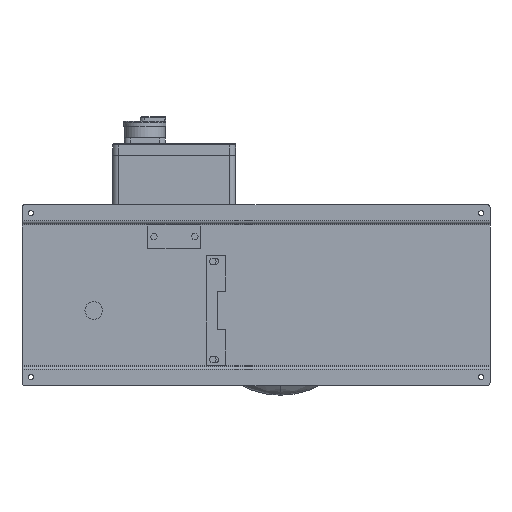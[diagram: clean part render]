
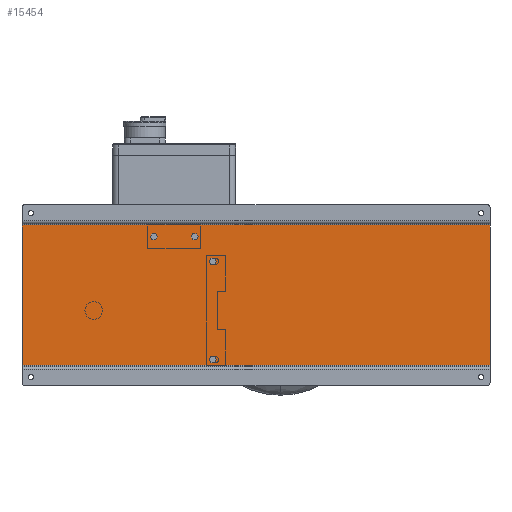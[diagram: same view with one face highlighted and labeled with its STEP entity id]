
A CAD part, front view. The second image highlights one B-rep face of the part: STEP entity #15454.
In plain terms, the highlighted planar face has unit normal (0, -1, 0).
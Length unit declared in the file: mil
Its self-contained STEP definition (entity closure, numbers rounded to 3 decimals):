
#2243 = EDGE_CURVE ( 'NONE', #26333, #29997, #3779, .T. ) ;
#2323 = PLANE ( 'NONE',  #20643 ) ;
#3180 = CARTESIAN_POINT ( 'NONE',  ( -15748.031, 2047.244, -4724.409 ) ) ;
#3428 = DIRECTION ( 'NONE',  ( 0., 0., -1. ) ) ;
#3589 = CARTESIAN_POINT ( 'NONE',  ( -15748.031, 2047.244, -4724.409 ) ) ;
#3779 = LINE ( 'NONE', #22131, #5323 ) ;
#4600 = CARTESIAN_POINT ( 'NONE',  ( 15748.031, 2047.244, 4724.409 ) ) ;
#4966 = EDGE_CURVE ( 'NONE', #26333, #17825, #23732, .T. ) ;
#5323 = VECTOR ( 'NONE', #16548, 39370.079 ) ;
#7192 = EDGE_CURVE ( 'NONE', #17825, #20300, #21840, .T. ) ;
#10861 = EDGE_LOOP ( 'NONE', ( #29439, #11235, #11904, #21352 ) ) ;
#11235 = ORIENTED_EDGE ( 'NONE', *, *, #7192, .F. ) ;
#11904 = ORIENTED_EDGE ( 'NONE', *, *, #4966, .F. ) ;
#13086 = DIRECTION ( 'NONE',  ( 0., 0., -1. ) ) ;
#13615 = DIRECTION ( 'NONE',  ( -1., 0., 0. ) ) ;
#15454 = ADVANCED_FACE ( 'NONE', ( #18756 ), #2323, .F. ) ;
#16471 = CARTESIAN_POINT ( 'NONE',  ( -15748.031, 2047.244, 4724.409 ) ) ;
#16548 = DIRECTION ( 'NONE',  ( -1., 0., 0. ) ) ;
#17261 = EDGE_CURVE ( 'NONE', #29997, #20300, #19857, .T. ) ;
#17822 = VECTOR ( 'NONE', #13086, 39370.079 ) ;
#17825 = VERTEX_POINT ( 'NONE', #32328 ) ;
#18756 = FACE_OUTER_BOUND ( 'NONE', #10861, .T. ) ;
#19857 = LINE ( 'NONE', #3589, #26330 ) ;
#20300 = VERTEX_POINT ( 'NONE', #3180 ) ;
#20643 = AXIS2_PLACEMENT_3D ( 'NONE', #23629, #26586, #21209 ) ;
#21209 = DIRECTION ( 'NONE',  ( 1., 0., 0. ) ) ;
#21352 = ORIENTED_EDGE ( 'NONE', *, *, #2243, .T. ) ;
#21840 = LINE ( 'NONE', #24638, #23458 ) ;
#22131 = CARTESIAN_POINT ( 'NONE',  ( 15748.031, 2047.244, 4724.409 ) ) ;
#23458 = VECTOR ( 'NONE', #13615, 39370.079 ) ;
#23629 = CARTESIAN_POINT ( 'NONE',  ( 15748.031, 2047.244, -4724.409 ) ) ;
#23732 = LINE ( 'NONE', #29326, #17822 ) ;
#24638 = CARTESIAN_POINT ( 'NONE',  ( 15748.031, 2047.244, -4724.409 ) ) ;
#26330 = VECTOR ( 'NONE', #3428, 39370.079 ) ;
#26333 = VERTEX_POINT ( 'NONE', #4600 ) ;
#26586 = DIRECTION ( 'NONE',  ( 0., 1., 0. ) ) ;
#29326 = CARTESIAN_POINT ( 'NONE',  ( 15748.031, 2047.244, 4724.409 ) ) ;
#29439 = ORIENTED_EDGE ( 'NONE', *, *, #17261, .T. ) ;
#29997 = VERTEX_POINT ( 'NONE', #16471 ) ;
#32328 = CARTESIAN_POINT ( 'NONE',  ( 15748.031, 2047.244, -4724.409 ) ) ;
